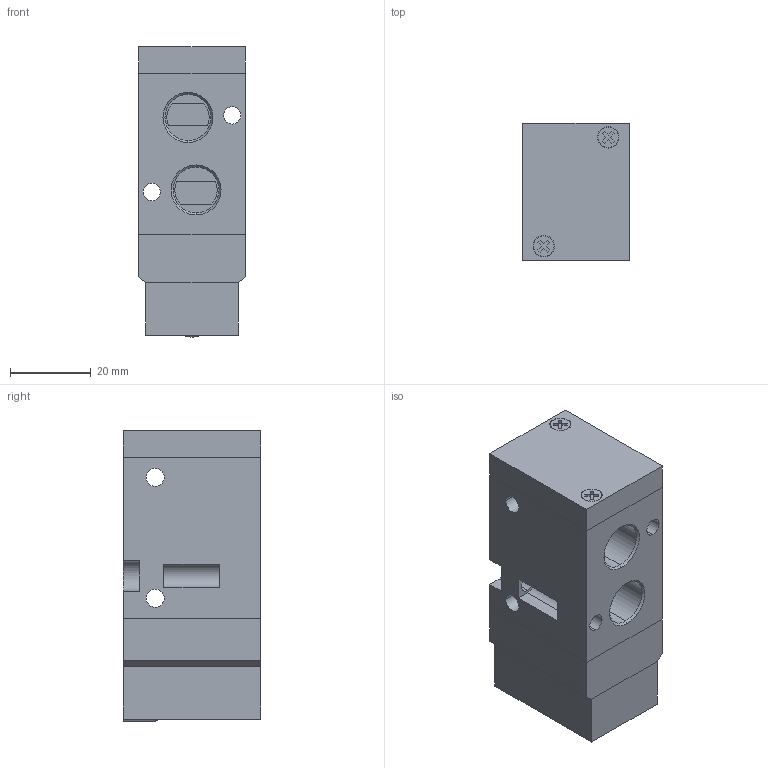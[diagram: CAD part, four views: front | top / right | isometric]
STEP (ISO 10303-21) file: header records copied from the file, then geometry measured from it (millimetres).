
FILE_DESCRIPTION (( 'STEP AP214' ), '1' );
FILE_NAME ('SFP4701.STEP', '2019-09-17T10:48:31', ( 'yrd2' ), ( 'Hewlett-Packard Company' ), 'SwSTEP 2.0', 'SolidWorks 2008', '' );
FILE_SCHEMA (( 'AUTOMOTIVE_DESIGN' ));
Length unit declared in the file: millimetre
Products named in the file (5): SFP4600 Body_ル遽; SFP4000 Semi_ル遽; SFP4000 Pilot_ル遽; SFP4000 Body Cover_ル遽; SFP4701
Assembly tree (4 placements, depth 2):
  SFP4701
    SFP4000 Body Cover_ル遽
    SFP4000 Pilot_ル遽
    SFP4600 Body_ル遽
    SFP4000 Semi_ル遽
Bounding box: 26.5 x 34 x 72 mm (x, y, z)
Volume: 55336.4 mm3; surface area: 19184.3 mm2
Topology: 4 solids, 4 shells, 173 faces, 423 edges, 278 vertices
Faces by surface type: plane 114, cylinder 50, cone 8, torus 1
Entity records: 5238 total; most frequent: DIRECTION 890, CARTESIAN_POINT 879, ORIENTED_EDGE 842, EDGE_CURVE 421, LINE 312, VECTOR 312, AXIS2_PLACEMENT_3D 289, VERTEX_POINT 278
